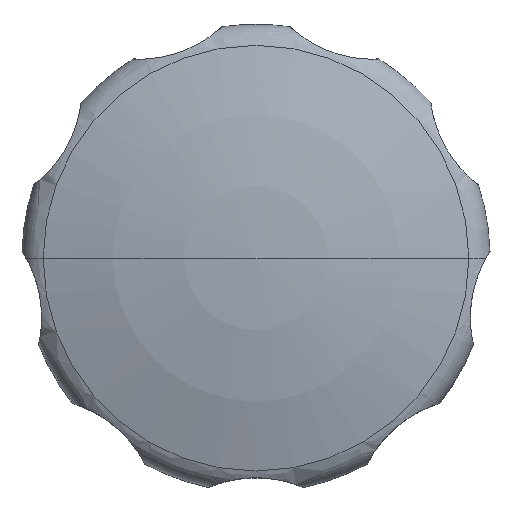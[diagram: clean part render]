
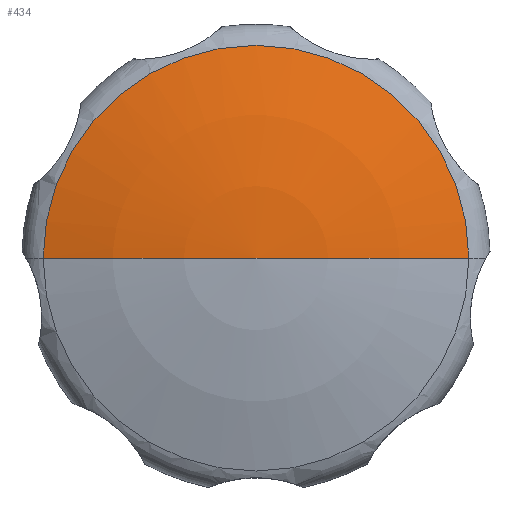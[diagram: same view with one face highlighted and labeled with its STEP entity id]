
A CAD part, top view. The second image highlights one B-rep face of the part: STEP entity #434.
In plain terms, the highlighted spherical face has radius 95.351 mm.
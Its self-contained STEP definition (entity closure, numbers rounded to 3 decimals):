
#344=VERTEX_POINT('',#759);
#382=VERTEX_POINT('',#801);
#386=EDGE_CURVE('',#458,#382,#805,.T.);
#434=ADVANCED_FACE('',(#859),#860,.T.);
#458=VERTEX_POINT('',#886);
#462=EDGE_CURVE('',#382,#344,#890,.T.);
#474=EDGE_CURVE('',#344,#458,#903,.T.);
#759=CARTESIAN_POINT('',(0.,0.,93.0));
#801=CARTESIAN_POINT('',(-28.182,0.,88.74));
#805=CIRCLE('',#1460,28.182);
#859=FACE_OUTER_BOUND('',#1603,.T.);
#860=SPHERICAL_SURFACE('',#1604,95.351);
#886=CARTESIAN_POINT('',(28.182,0.,88.74));
#890=CIRCLE('',#1717,95.351);
#903=CIRCLE('',#1733,95.351);
#1460=AXIS2_PLACEMENT_3D('',#2373,#2374,#2375);
#1603=EDGE_LOOP('',(#2437,#2438,#2439));
#1604=AXIS2_PLACEMENT_3D('',#2440,#2441,#2442);
#1717=AXIS2_PLACEMENT_3D('',#2467,#2468,#2469);
#1733=AXIS2_PLACEMENT_3D('',#2484,#2485,#2486);
#2373=CARTESIAN_POINT('',(0.,0.,88.74));
#2374=DIRECTION('',(0.,0.,1.0));
#2375=DIRECTION('',(-1.0,0.,0.));
#2437=ORIENTED_EDGE('',*,*,#462,.T.);
#2438=ORIENTED_EDGE('',*,*,#474,.T.);
#2439=ORIENTED_EDGE('',*,*,#386,.T.);
#2440=CARTESIAN_POINT('',(0.,0.,-2.351));
#2441=DIRECTION('',(0.,0.,1.0));
#2442=DIRECTION('',(-1.0,0.,0.0));
#2467=CARTESIAN_POINT('',(0.,0.,-2.351));
#2468=DIRECTION('',(0.,1.0,0.));
#2469=DIRECTION('',(0.0,0.,-1.0));
#2484=CARTESIAN_POINT('',(0.,0.,-2.351));
#2485=DIRECTION('',(0.,1.0,0.));
#2486=DIRECTION('',(0.0,0.,-1.0));
